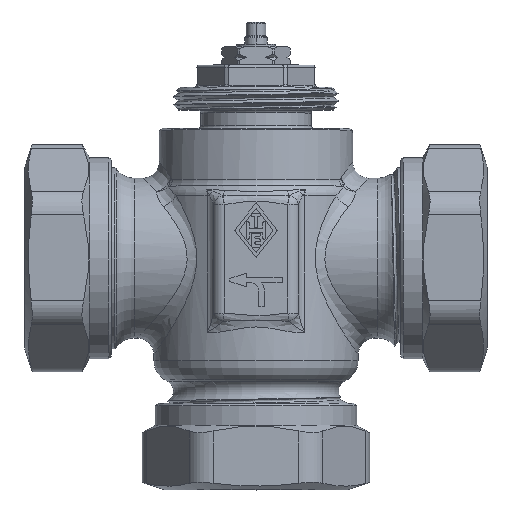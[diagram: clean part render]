
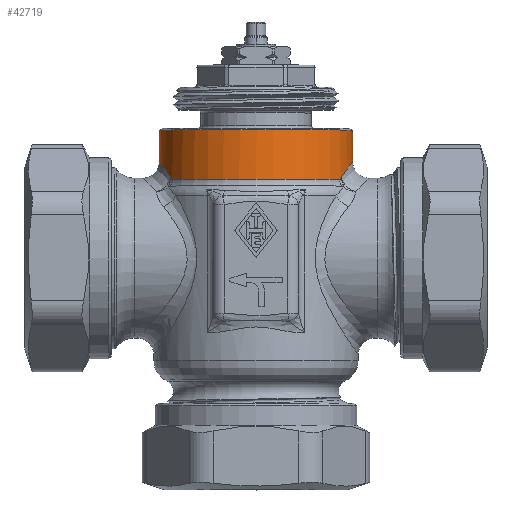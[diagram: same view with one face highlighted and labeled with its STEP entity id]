
A CAD part, top view. The second image highlights one B-rep face of the part: STEP entity #42719.
In plain terms, the highlighted cylindrical face has radius 17.5 mm (diameter 35 mm), a partial arc.
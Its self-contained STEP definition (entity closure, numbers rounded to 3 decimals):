
#6615=CARTESIAN_POINT('',(15.423,14.574,8.27));
#6617=CARTESIAN_POINT('',(17.5,17.501,0.));
#6618=CARTESIAN_POINT('',(17.5,17.501,0.179));
#6619=CARTESIAN_POINT('',(17.494,17.492,0.539));
#6620=CARTESIAN_POINT('',(17.469,17.458,1.08));
#6621=CARTESIAN_POINT('',(17.427,17.4,1.623));
#6622=CARTESIAN_POINT('',(17.368,17.319,2.169));
#6623=CARTESIAN_POINT('',(17.291,17.212,2.716));
#6624=CARTESIAN_POINT('',(17.196,17.081,3.266));
#6625=CARTESIAN_POINT('',(17.082,16.923,3.818));
#6626=CARTESIAN_POINT('',(16.948,16.738,4.372));
#6627=CARTESIAN_POINT('',(16.795,16.525,4.928));
#6628=CARTESIAN_POINT('',(16.621,16.282,5.486));
#6629=CARTESIAN_POINT('',(16.426,16.009,6.045));
#6630=CARTESIAN_POINT('',(16.21,15.703,6.605));
#6631=CARTESIAN_POINT('',(15.971,15.363,7.163));
#6632=CARTESIAN_POINT('',(15.709,14.991,7.719));
#6633=CARTESIAN_POINT('',(15.521,14.714,8.086));
#6634=CARTESIAN_POINT('',(15.423,14.571,8.269));
#10401=CARTESIAN_POINT('',(-17.5,23.,0.));
#10412=DIRECTION('',(0.,-1.,0.));
#10413=VECTOR('',#10412,5.5);
#10414=CARTESIAN_POINT('',(-17.5,23.,0.));
#10415=LINE('',#10414,#10413);
#10444=DIRECTION('',(0.,-1.,
0.));
#10445=VECTOR('',#10444,5.711);
#10446=CARTESIAN_POINT('',(17.5,23.211,0.));
#10447=LINE('',#10446,#10445);
#10764=CARTESIAN_POINT('',(0.,23.211,0.));
#10765=DIRECTION('',(0.,-1.,0.));
#10766=DIRECTION('',(1.,0.,0.));
#10767=AXIS2_PLACEMENT_3D('',#10764,#10765,#10766);
#10769=CARTESIAN_POINT('',(-17.498,23.211,
0.237));
#10788=CARTESIAN_POINT('',(-17.498,23.211,
0.237));
#10789=CARTESIAN_POINT('',(-17.499,23.174,
0.216));
#10790=CARTESIAN_POINT('',(-17.499,23.137,
0.195));
#10791=CARTESIAN_POINT('',(-17.499,23.1,0.173));
#10793=CARTESIAN_POINT('',(15.423,14.571,8.269));
#10794=CARTESIAN_POINT('',(15.411,14.56,8.291));
#10795=CARTESIAN_POINT('',(15.392,14.523,8.327));
#10796=CARTESIAN_POINT('',(15.36,14.468,8.386));
#10797=CARTESIAN_POINT('',(15.33,14.413,8.441));
#10798=CARTESIAN_POINT('',(15.302,14.368,8.491));
#10799=CARTESIAN_POINT('',(15.277,14.331,8.536));
#10800=CARTESIAN_POINT('',(15.252,14.301,8.58));
#10801=CARTESIAN_POINT('',(15.229,14.28,8.621));
#10802=CARTESIAN_POINT('',(15.208,14.266,8.659));
#10803=CARTESIAN_POINT('',(15.187,14.26,8.695));
#10804=CARTESIAN_POINT('',(15.174,14.255,8.717));
#10805=CARTESIAN_POINT('',(15.168,14.257,8.728));
#10807=CARTESIAN_POINT('',(-15.423,14.571,
8.269));
#10808=CARTESIAN_POINT('',(-15.412,14.562,
8.29));
#10809=CARTESIAN_POINT('',(-15.393,14.527,
8.325));
#10810=CARTESIAN_POINT('',(-15.362,14.475,
8.383));
#10811=CARTESIAN_POINT('',(-15.331,14.421,
8.438));
#10812=CARTESIAN_POINT('',(-15.303,14.374,
8.489));
#10813=CARTESIAN_POINT('',(-15.277,14.335,
8.535));
#10814=CARTESIAN_POINT('',(-15.253,14.305,
8.579));
#10815=CARTESIAN_POINT('',(-15.23,14.282,
8.62));
#10816=CARTESIAN_POINT('',(-15.208,14.267,
8.658));
#10817=CARTESIAN_POINT('',(-15.188,14.26,
8.694));
#10818=CARTESIAN_POINT('',(-15.174,14.255,
8.717));
#10819=CARTESIAN_POINT('',(-15.168,14.257,
8.728));
#10821=CARTESIAN_POINT('',(-17.499,23.1,0.173));
#10822=CARTESIAN_POINT('',(-17.499,23.091,
0.168));
#10823=CARTESIAN_POINT('',(-17.499,23.075,
0.157));
#10824=CARTESIAN_POINT('',(-17.499,23.053,
0.136));
#10825=CARTESIAN_POINT('',(-17.5,23.034,
0.113));
#10826=CARTESIAN_POINT('',(-17.5,23.019,
0.087));
#10827=CARTESIAN_POINT('',(-17.5,23.008,
0.059));
#10828=CARTESIAN_POINT('',(-17.5,23.001,
0.03));
#10829=CARTESIAN_POINT('',(-17.5,23.,0.01));
#10830=CARTESIAN_POINT('',(-17.5,23.,0.));
#10832=CARTESIAN_POINT('',(0.,14.257,0.));
#10833=DIRECTION('',(0.,-1.,0.));
#10834=DIRECTION('',(0.867,0.,0.499));
#10835=AXIS2_PLACEMENT_3D('',#10832,#10833,#10834);
#11321=CARTESIAN_POINT('',(-15.423,14.571,
8.269));
#11322=CARTESIAN_POINT('',(-15.521,14.714,
8.086));
#11323=CARTESIAN_POINT('',(-15.709,14.991,
7.72));
#11324=CARTESIAN_POINT('',(-15.971,15.363,
7.163));
#11325=CARTESIAN_POINT('',(-16.21,15.703,
6.605));
#11326=CARTESIAN_POINT('',(-16.426,16.008,
6.045));
#11327=CARTESIAN_POINT('',(-16.621,16.282,
5.486));
#11328=CARTESIAN_POINT('',(-16.795,16.525,
4.928));
#11329=CARTESIAN_POINT('',(-16.948,16.738,
4.372));
#11330=CARTESIAN_POINT('',(-17.082,16.923,
3.818));
#11331=CARTESIAN_POINT('',(-17.196,17.081,
3.266));
#11332=CARTESIAN_POINT('',(-17.291,17.212,
2.716));
#11333=CARTESIAN_POINT('',(-17.368,17.319,
2.169));
#11334=CARTESIAN_POINT('',(-17.427,17.4,
1.623));
#11335=CARTESIAN_POINT('',(-17.469,17.458,
1.08));
#11336=CARTESIAN_POINT('',(-17.494,17.492,
0.539));
#11337=CARTESIAN_POINT('',(-17.5,17.501,
0.179));
#11338=CARTESIAN_POINT('',(-17.5,17.501,0.));
#11360=CARTESIAN_POINT('',(-15.423,14.574,
8.27));
#27912=VERTEX_POINT('',#6615);
#29302=VERTEX_POINT('',#11360);
#29303=CARTESIAN_POINT('',(15.168,14.257,8.728));
#29304=CARTESIAN_POINT('',(-15.168,14.257,
8.728));
#29305=VERTEX_POINT('',#29303);
#29306=VERTEX_POINT('',#29304);
#29353=CARTESIAN_POINT('',(-17.5,17.5,
0.));
#29354=VERTEX_POINT('',#29353);
#29414=CARTESIAN_POINT('',(17.5,17.5,
0.));
#29415=VERTEX_POINT('',#29414);
#29420=CARTESIAN_POINT('',(17.5,23.211,0.));
#29421=VERTEX_POINT('',#29420);
#29598=VERTEX_POINT('',#10769);
#29601=VERTEX_POINT('',#10401);
#29603=VERTEX_POINT('',#10791);
#42698=CARTESIAN_POINT('',(0.,-34.645,0.));
#42699=DIRECTION('',(0.,-1.,0.));
#42700=DIRECTION('',(-1.,0.,0.));
#42701=AXIS2_PLACEMENT_3D('',#42698,#42699,#42700);
#42702=CYLINDRICAL_SURFACE('',#42701,17.5);
#42703=ORIENTED_EDGE('',*,*,#42676,.F.);
#42704=ORIENTED_EDGE('',*,*,#42689,.F.);
#42705=ORIENTED_EDGE('',*,*,#42571,.T.);
#42706=ORIENTED_EDGE('',*,*,#36957,.T.);
#42708=ORIENTED_EDGE('',*,*,#42707,.T.);
#42710=ORIENTED_EDGE('',*,*,#42709,.T.);
#42712=ORIENTED_EDGE('',*,*,#42711,.F.);
#42714=ORIENTED_EDGE('',*,*,#42713,.T.);
#42715=ORIENTED_EDGE('',*,*,#42561,.F.);
#42716=ORIENTED_EDGE('',*,*,#42591,.F.);
#42717=EDGE_LOOP('',(#42703,#42704,#42705,#42706,#42708,#42710,#42712,#42714,
#42715,#42716));
#42718=FACE_OUTER_BOUND('',#42717,.F.);
#42719=ADVANCED_FACE('',(#42718),#42702,.T.);
#6635=B_SPLINE_CURVE_WITH_KNOTS('',3,(#6617,#6618,#6619,#6620,#6621,#6622,#6623,
#6624,#6625,#6626,#6627,#6628,#6629,#6630,#6631,#6632,#6633,#6634),
.UNSPECIFIED.,.F.,.F.,(4,1,1,1,1,1,1,1,1,1,1,1,1,1,1,4),(0.,0.067,
0.133,0.2,0.267,0.333,0.4,
0.467,0.533,0.6,0.667,0.733,
0.8,0.867,0.933,1.),.UNSPECIFIED.);
#10768=CIRCLE('',#10767,17.5);
#10792=B_SPLINE_CURVE_WITH_KNOTS('',3,(#10788,#10789,#10790,#10791),
.UNSPECIFIED.,.F.,.F.,(4,4),(0.,1.),.UNSPECIFIED.);
#10806=B_SPLINE_CURVE_WITH_KNOTS('',3,(#10793,#10794,#10795,#10796,#10797,
#10798,#10799,#10800,#10801,#10802,#10803,#10804,#10805),.UNSPECIFIED.,.F.,.F.,(
4,1,1,1,1,1,1,1,1,1,4),(0.,0.1,0.2,0.3,0.4,0.5,0.6,0.7,0.8,
0.9,1.),.UNSPECIFIED.);
#10820=B_SPLINE_CURVE_WITH_KNOTS('',3,(#10807,#10808,#10809,#10810,#10811,
#10812,#10813,#10814,#10815,#10816,#10817,#10818,#10819),.UNSPECIFIED.,.F.,.F.,(
4,1,1,1,1,1,1,1,1,1,4),(0.,0.1,0.2,0.3,0.4,0.5,0.6,0.7,0.8,
0.9,1.),.UNSPECIFIED.);
#10831=B_SPLINE_CURVE_WITH_KNOTS('',3,(#10821,#10822,#10823,#10824,#10825,
#10826,#10827,#10828,#10829,#10830),.UNSPECIFIED.,.F.,.F.,(4,1,1,1,1,1,1,4),(
0.,0.143,0.286,0.429,0.571,
0.714,0.857,1.),.UNSPECIFIED.);
#10836=CIRCLE('',#10835,17.5);
#11339=B_SPLINE_CURVE_WITH_KNOTS('',3,(#11321,#11322,#11323,#11324,#11325,
#11326,#11327,#11328,#11329,#11330,#11331,#11332,#11333,#11334,#11335,#11336,
#11337,#11338),.UNSPECIFIED.,.F.,.F.,(4,1,1,1,1,1,1,1,1,1,1,1,1,1,1,4),(0.,
0.067,0.133,0.2,0.267,0.333,
0.4,0.467,0.533,0.6,0.667,
0.733,0.8,0.867,0.933,1.),
.UNSPECIFIED.);
#36957=EDGE_CURVE('',#29415,#27912,#6635,.T.);
#42561=EDGE_CURVE('',#29601,#29354,#10415,.T.);
#42571=EDGE_CURVE('',#29421,#29415,#10447,.T.);
#42591=EDGE_CURVE('',#29603,#29601,#10831,.T.);
#42676=EDGE_CURVE('',#29598,#29603,#10792,.T.);
#42689=EDGE_CURVE('',#29421,#29598,#10768,.T.);
#42707=EDGE_CURVE('',#27912,#29305,#10806,.T.);
#42709=EDGE_CURVE('',#29305,#29306,#10836,.T.);
#42711=EDGE_CURVE('',#29302,#29306,#10820,.T.);
#42713=EDGE_CURVE('',#29302,#29354,#11339,.T.);
